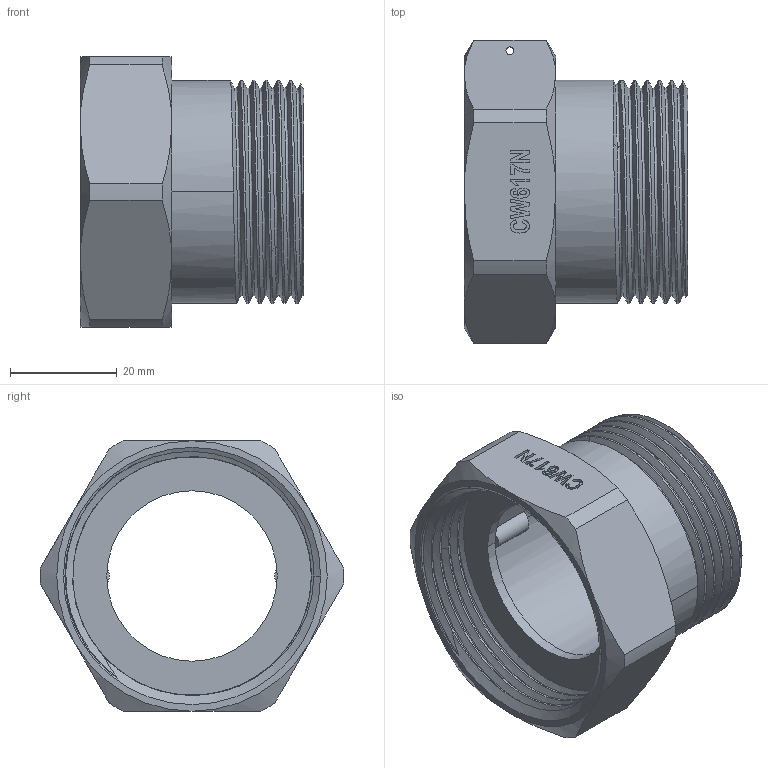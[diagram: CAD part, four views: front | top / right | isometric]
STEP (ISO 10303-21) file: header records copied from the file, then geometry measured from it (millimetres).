
FILE_DESCRIPTION((''),'2;1');
FILE_NAME('F16133107_ASM','2023-12-07T10:14:11',('admin'),(''),'CREO PARAMETRIC BY PTC INC, 2018400','CREO PARAMETRIC BY PTC INC, 2018400','');
FILE_SCHEMA(('CONFIG_CONTROL_DESIGN','SHAPE_APPEARANCE_LAYERS_GROUPS'));
Length unit declared in the file: millimetre
Products named in the file (4): FJ1641133107W; FJ1615133107W; VT13013308; F16133107_ASM
Assembly tree (3 placements, depth 2):
  F16133107_ASM
    FJ1641133107W
    FJ1615133107W
    VT13013308
Bounding box: 42 x 56.99 x 50.8 mm (x, y, z)
Volume: 23414.6 mm3; surface area: 19657.2 mm2
Topology: 3 solids, 3 shells, 183 faces, 480 edges, 312 vertices
Faces by surface type: plane 57, extrusion 47, cylinder 41, cone 20, bspline 18
Entity records: 12642 total; most frequent: CARTESIAN_POINT 6944, ORIENTED_EDGE 960, DIRECTION 633, PRESENTATION_STYLE_ASSIGNMENT 483, STYLED_ITEM 483, CURVE_STYLE 480, EDGE_CURVE 480, VERTEX_POINT 312
